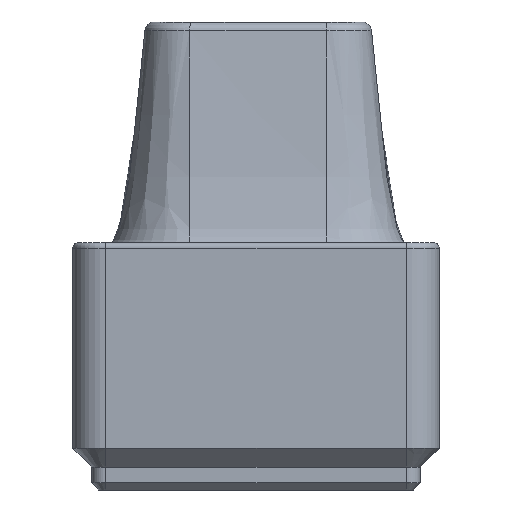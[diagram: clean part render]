
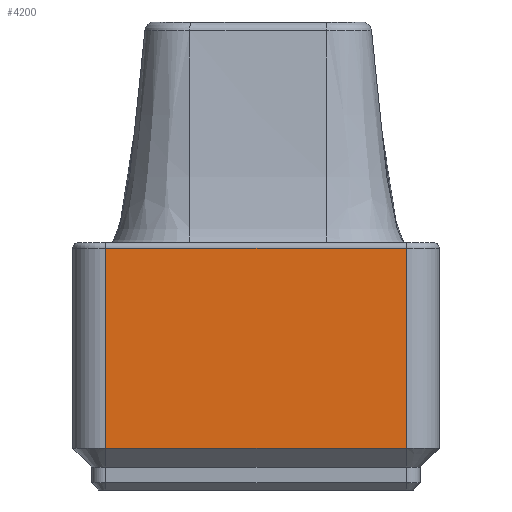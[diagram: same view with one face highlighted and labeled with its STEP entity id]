
A CAD part, left-side view. The second image highlights one B-rep face of the part: STEP entity #4200.
In plain terms, the highlighted planar face has unit normal (-1, 0, 0).
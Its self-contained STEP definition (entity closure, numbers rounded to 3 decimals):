
#1647 = CYLINDRICAL_SURFACE('',#1648,0.6);
#1648 = AXIS2_PLACEMENT_3D('',#1649,#1650,#1651);
#1649 = CARTESIAN_POINT('',(0.85,4.,27.4));
#1650 = DIRECTION('',(0.,-1.,0.));
#1651 = DIRECTION('',(1.,0.,0.));
#3058 = VERTEX_POINT('',#3059);
#3059 = CARTESIAN_POINT('',(0.25,4.,27.4));
#3076 = CYLINDRICAL_SURFACE('',#3077,3.75);
#3077 = AXIS2_PLACEMENT_3D('',#3078,#3079,#3080);
#3078 = CARTESIAN_POINT('',(4.,4.,0.));
#3079 = DIRECTION('',(0.,0.,1.));
#3080 = DIRECTION('',(1.,0.,0.));
#3136 = EDGE_CURVE('',#3137,#3058,#3139,.T.);
#3137 = VERTEX_POINT('',#3138);
#3138 = CARTESIAN_POINT('',(0.25,38.,27.4));
#3139 = SURFACE_CURVE('',#3140,(#3144,#3151),.PCURVE_S1.);
#3140 = LINE('',#3141,#3142);
#3141 = CARTESIAN_POINT('',(0.25,4.,27.4));
#3142 = VECTOR('',#3143,1.);
#3143 = DIRECTION('',(0.,-1.,0.));
#3144 = PCURVE('',#1647,#3145);
#3145 = DEFINITIONAL_REPRESENTATION('',(#3146),#3150);
#3146 = LINE('',#3147,#3148);
#3147 = CARTESIAN_POINT('',(3.142,0.));
#3148 = VECTOR('',#3149,1.);
#3149 = DIRECTION('',(0.,1.));
#3150 = ( GEOMETRIC_REPRESENTATION_CONTEXT(2) 
PARAMETRIC_REPRESENTATION_CONTEXT() REPRESENTATION_CONTEXT('2D SPACE',''
  ) );
#3151 = PCURVE('',#3152,#3157);
#3152 = PLANE('',#3153);
#3153 = AXIS2_PLACEMENT_3D('',#3154,#3155,#3156);
#3154 = CARTESIAN_POINT('',(0.25,21.,13.7));
#3155 = DIRECTION('',(-1.,0.,0.));
#3156 = DIRECTION('',(0.,0.,-1.));
#3157 = DEFINITIONAL_REPRESENTATION('',(#3158),#3162);
#3158 = LINE('',#3159,#3160);
#3159 = CARTESIAN_POINT('',(-13.7,17.));
#3160 = VECTOR('',#3161,1.);
#3161 = DIRECTION('',(0.,1.));
#3162 = ( GEOMETRIC_REPRESENTATION_CONTEXT(2) 
PARAMETRIC_REPRESENTATION_CONTEXT() REPRESENTATION_CONTEXT('2D SPACE',''
  ) );
#3263 = CYLINDRICAL_SURFACE('',#3264,3.75);
#3264 = AXIS2_PLACEMENT_3D('',#3265,#3266,#3267);
#3265 = CARTESIAN_POINT('',(4.,38.,0.));
#3266 = DIRECTION('',(0.,0.,1.));
#3267 = DIRECTION('',(1.,0.,0.));
#4127 = EDGE_CURVE('',#4128,#3058,#4130,.T.);
#4128 = VERTEX_POINT('',#4129);
#4129 = CARTESIAN_POINT('',(0.25,4.,4.75));
#4130 = SURFACE_CURVE('',#4131,(#4135,#4142),.PCURVE_S1.);
#4131 = LINE('',#4132,#4133);
#4132 = CARTESIAN_POINT('',(0.25,4.,0.));
#4133 = VECTOR('',#4134,1.);
#4134 = DIRECTION('',(0.,0.,1.));
#4135 = PCURVE('',#3076,#4136);
#4136 = DEFINITIONAL_REPRESENTATION('',(#4137),#4141);
#4137 = LINE('',#4138,#4139);
#4138 = CARTESIAN_POINT('',(3.142,0.));
#4139 = VECTOR('',#4140,1.);
#4140 = DIRECTION('',(0.,1.));
#4141 = ( GEOMETRIC_REPRESENTATION_CONTEXT(2) 
PARAMETRIC_REPRESENTATION_CONTEXT() REPRESENTATION_CONTEXT('2D SPACE',''
  ) );
#4142 = PCURVE('',#3152,#4143);
#4143 = DEFINITIONAL_REPRESENTATION('',(#4144),#4148);
#4144 = LINE('',#4145,#4146);
#4145 = CARTESIAN_POINT('',(13.7,17.));
#4146 = VECTOR('',#4147,1.);
#4147 = DIRECTION('',(-1.,0.));
#4148 = ( GEOMETRIC_REPRESENTATION_CONTEXT(2) 
PARAMETRIC_REPRESENTATION_CONTEXT() REPRESENTATION_CONTEXT('2D SPACE',''
  ) );
#4200 = ADVANCED_FACE('',(#4201),#3152,.T.);
#4201 = FACE_BOUND('',#4202,.T.);
#4202 = EDGE_LOOP('',(#4203,#4204,#4227,#4253));
#4203 = ORIENTED_EDGE('',*,*,#3136,.F.);
#4204 = ORIENTED_EDGE('',*,*,#4205,.F.);
#4205 = EDGE_CURVE('',#4206,#3137,#4208,.T.);
#4206 = VERTEX_POINT('',#4207);
#4207 = CARTESIAN_POINT('',(0.25,38.,4.75));
#4208 = SURFACE_CURVE('',#4209,(#4213,#4220),.PCURVE_S1.);
#4209 = LINE('',#4210,#4211);
#4210 = CARTESIAN_POINT('',(0.25,38.,0.));
#4211 = VECTOR('',#4212,1.);
#4212 = DIRECTION('',(0.,0.,1.));
#4213 = PCURVE('',#3152,#4214);
#4214 = DEFINITIONAL_REPRESENTATION('',(#4215),#4219);
#4215 = LINE('',#4216,#4217);
#4216 = CARTESIAN_POINT('',(13.7,-17.));
#4217 = VECTOR('',#4218,1.);
#4218 = DIRECTION('',(-1.,0.));
#4219 = ( GEOMETRIC_REPRESENTATION_CONTEXT(2) 
PARAMETRIC_REPRESENTATION_CONTEXT() REPRESENTATION_CONTEXT('2D SPACE',''
  ) );
#4220 = PCURVE('',#3263,#4221);
#4221 = DEFINITIONAL_REPRESENTATION('',(#4222),#4226);
#4222 = LINE('',#4223,#4224);
#4223 = CARTESIAN_POINT('',(3.142,0.));
#4224 = VECTOR('',#4225,1.);
#4225 = DIRECTION('',(0.,1.));
#4226 = ( GEOMETRIC_REPRESENTATION_CONTEXT(2) 
PARAMETRIC_REPRESENTATION_CONTEXT() REPRESENTATION_CONTEXT('2D SPACE',''
  ) );
#4227 = ORIENTED_EDGE('',*,*,#4228,.F.);
#4228 = EDGE_CURVE('',#4128,#4206,#4229,.T.);
#4229 = SURFACE_CURVE('',#4230,(#4234,#4241),.PCURVE_S1.);
#4230 = LINE('',#4231,#4232);
#4231 = CARTESIAN_POINT('',(0.25,12.5,4.75));
#4232 = VECTOR('',#4233,1.);
#4233 = DIRECTION('',(0.,1.,0.));
#4234 = PCURVE('',#3152,#4235);
#4235 = DEFINITIONAL_REPRESENTATION('',(#4236),#4240);
#4236 = LINE('',#4237,#4238);
#4237 = CARTESIAN_POINT('',(8.95,8.5));
#4238 = VECTOR('',#4239,1.);
#4239 = DIRECTION('',(0.,-1.));
#4240 = ( GEOMETRIC_REPRESENTATION_CONTEXT(2) 
PARAMETRIC_REPRESENTATION_CONTEXT() REPRESENTATION_CONTEXT('2D SPACE',''
  ) );
#4241 = PCURVE('',#4242,#4247);
#4242 = PLANE('',#4243);
#4243 = AXIS2_PLACEMENT_3D('',#4244,#4245,#4246);
#4244 = CARTESIAN_POINT('',(2.4,4.,2.6));
#4245 = DIRECTION('',(0.707,0.,0.707));
#4246 = DIRECTION('',(0.,-1.,0.));
#4247 = DEFINITIONAL_REPRESENTATION('',(#4248),#4252);
#4248 = LINE('',#4249,#4250);
#4249 = CARTESIAN_POINT('',(-8.5,-3.041));
#4250 = VECTOR('',#4251,1.);
#4251 = DIRECTION('',(-1.,0.));
#4252 = ( GEOMETRIC_REPRESENTATION_CONTEXT(2) 
PARAMETRIC_REPRESENTATION_CONTEXT() REPRESENTATION_CONTEXT('2D SPACE',''
  ) );
#4253 = ORIENTED_EDGE('',*,*,#4127,.T.);
